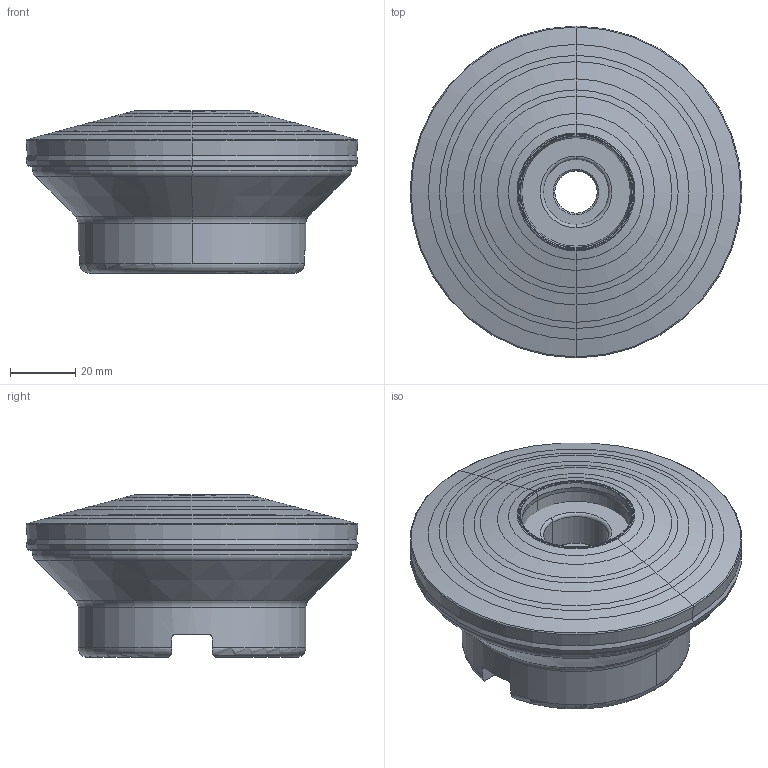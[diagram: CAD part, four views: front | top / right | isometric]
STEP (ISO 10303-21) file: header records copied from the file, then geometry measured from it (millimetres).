
FILE_DESCRIPTION((''),'2;1');
FILE_NAME('22P3C035050F2R01__ASM','2009-07-27T',('poussios_pc'),(''),'PRO/ENGINEER BY PARAMETRIC TECHNOLOGY CORPORATION, 2007460','PRO/ENGINEER BY PARAMETRIC TECHNOLOGY CORPORATION, 2007460','');
FILE_SCHEMA(('CONFIG_CONTROL_DESIGN'));
Length unit declared in the file: millimetre
Products named in the file (3): 22P3C035050F2R01_HSG; SCHNEIDE; 22P3C035050F2R01__ASM
Assembly tree (2 placements, depth 2):
  22P3C035050F2R01__ASM
    22P3C035050F2R01_HSG
    SCHNEIDE
Bounding box: 101.96 x 101.98 x 50 mm (x, y, z)
Volume: 283323.4 mm3; surface area: 45212.4 mm2
Topology: 2 solids, 2 shells, 135 faces, 288 edges, 158 vertices
Faces by surface type: revolution 68, cone 18, plane 17, torus 16, cylinder 16
Entity records: 7715 total; most frequent: CARTESIAN_POINT 4794, ORIENTED_EDGE 576, DIRECTION 560, EDGE_CURVE 288, AXIS2_PLACEMENT_3D 220, VERTEX_POINT 158, B_SPLINE_CURVE_WITH_KNOTS 156, CIRCLE 148
